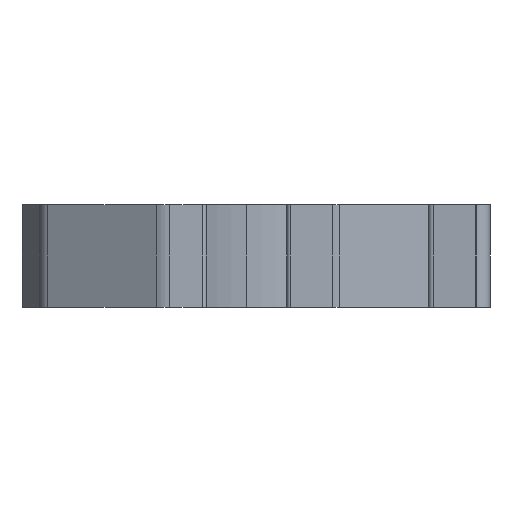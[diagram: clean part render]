
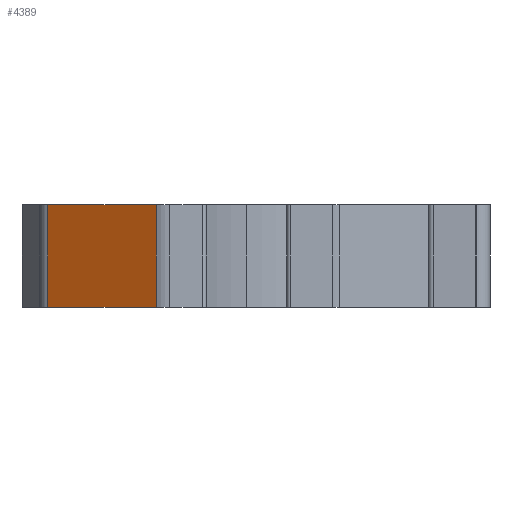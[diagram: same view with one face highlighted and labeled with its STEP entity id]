
A CAD part, left-side view. The second image highlights one B-rep face of the part: STEP entity #4389.
In plain terms, the highlighted planar face has unit normal (-0.866, 0.5, 0).
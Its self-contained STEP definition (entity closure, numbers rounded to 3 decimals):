
#68 = VERTEX_POINT ( 'NONE', #8094 ) ;
#310 = EDGE_CURVE ( 'NONE', #68, #1373, #5709, .T. ) ;
#321 = EDGE_CURVE ( 'NONE', #3520, #7788, #7169, .T. ) ;
#416 = LINE ( 'NONE', #4460, #4145 ) ;
#761 = EDGE_CURVE ( 'NONE', #3520, #68, #2053, .T. ) ;
#923 = ORIENTED_EDGE ( 'NONE', *, *, #321, .F. ) ;
#1048 = CARTESIAN_POINT ( 'NONE',  ( 1171.519, 598.304, 5.8 ) ) ;
#1227 = DIRECTION ( 'NONE',  ( 0., 0., -1. ) ) ;
#1254 = EDGE_CURVE ( 'NONE', #7788, #1373, #416, .T. ) ;
#1373 = VERTEX_POINT ( 'NONE', #6260 ) ;
#1381 = CARTESIAN_POINT ( 'NONE',  ( 1171.519, 598.304, 5.8 ) ) ;
#1428 = DIRECTION ( 'NONE',  ( 0.866, -0.5, 0. ) ) ;
#1781 = DIRECTION ( 'NONE',  ( 0., 0., -1. ) ) ;
#1890 = CARTESIAN_POINT ( 'NONE',  ( 1175.075, 604.463, 5.8 ) ) ;
#2053 = LINE ( 'NONE', #1890, #6081 ) ;
#2156 = CARTESIAN_POINT ( 'NONE',  ( 1171.519, 598.304, 5.8 ) ) ;
#2196 = VECTOR ( 'NONE', #2977, 1000. ) ;
#2901 = EDGE_LOOP ( 'NONE', ( #5019, #6246, #7934, #923 ) ) ;
#2977 = DIRECTION ( 'NONE',  ( -0.5, -0.866, 0. ) ) ;
#3085 = AXIS2_PLACEMENT_3D ( 'NONE', #1381, #1428, #4101 ) ;
#3520 = VERTEX_POINT ( 'NONE', #6240 ) ;
#4101 = DIRECTION ( 'NONE',  ( 0.5, 0.866, 0. ) ) ;
#4145 = VECTOR ( 'NONE', #1781, 1000. ) ;
#4171 = VECTOR ( 'NONE', #8360, 1000. ) ;
#4389 = ADVANCED_FACE ( 'NONE', ( #4765 ), #7414, .F. ) ;
#4460 = CARTESIAN_POINT ( 'NONE',  ( 1171.519, 598.304, 5.8 ) ) ;
#4765 = FACE_OUTER_BOUND ( 'NONE', #2901, .T. ) ;
#5019 = ORIENTED_EDGE ( 'NONE', *, *, #761, .T. ) ;
#5709 = LINE ( 'NONE', #7790, #2196 ) ;
#6081 = VECTOR ( 'NONE', #1227, 1000. ) ;
#6240 = CARTESIAN_POINT ( 'NONE',  ( 1175.075, 604.463, 5.8 ) ) ;
#6246 = ORIENTED_EDGE ( 'NONE', *, *, #310, .T. ) ;
#6260 = CARTESIAN_POINT ( 'NONE',  ( 1171.519, 598.304, 0. ) ) ;
#7169 = LINE ( 'NONE', #1048, #4171 ) ;
#7414 = PLANE ( 'NONE',  #3085 ) ;
#7788 = VERTEX_POINT ( 'NONE', #2156 ) ;
#7790 = CARTESIAN_POINT ( 'NONE',  ( 1171.519, 598.304, 0. ) ) ;
#7934 = ORIENTED_EDGE ( 'NONE', *, *, #1254, .F. ) ;
#8094 = CARTESIAN_POINT ( 'NONE',  ( 1175.075, 604.463, 0. ) ) ;
#8360 = DIRECTION ( 'NONE',  ( -0.5, -0.866, 0. ) ) ;
